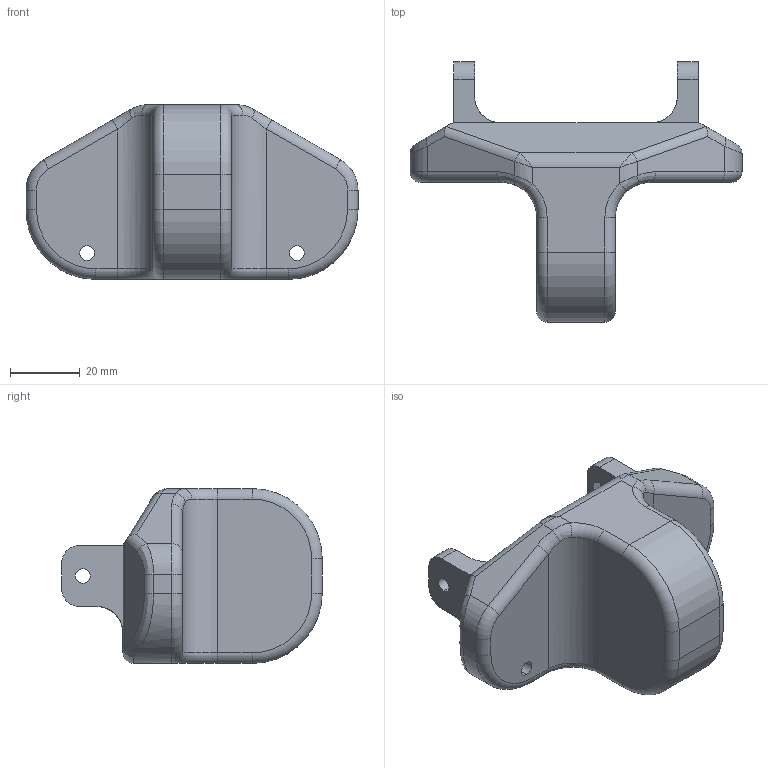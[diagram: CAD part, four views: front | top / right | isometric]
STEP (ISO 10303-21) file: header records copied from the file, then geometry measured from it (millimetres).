
FILE_DESCRIPTION (( 'STEP AP203' ), '1' );
FILE_NAME ('1_3_Waist.STEP', '2014-08-31T10:15:28', ( '' ), ( '' ), 'SwSTEP 2.0', 'SolidWorks 2013', '' );
FILE_SCHEMA (( 'CONFIG_CONTROL_DESIGN' ));
Length unit declared in the file: millimetre
Products named in the file (1): 1_3_Waist
Bounding box: 95 x 74.5 x 50 mm (x, y, z)
Volume: 106169 mm3; surface area: 17642.4 mm2
Topology: 1 solids, 1 shells, 131 faces, 331 edges, 200 vertices
Faces by surface type: plane 53, cylinder 48, torus 16, bspline 12, sphere 2
Entity records: 4259 total; most frequent: CARTESIAN_POINT 1122, ORIENTED_EDGE 654, DIRECTION 635, EDGE_CURVE 327, AXIS2_PLACEMENT_3D 226, VERTEX_POINT 200, VECTOR 183, LINE 183
